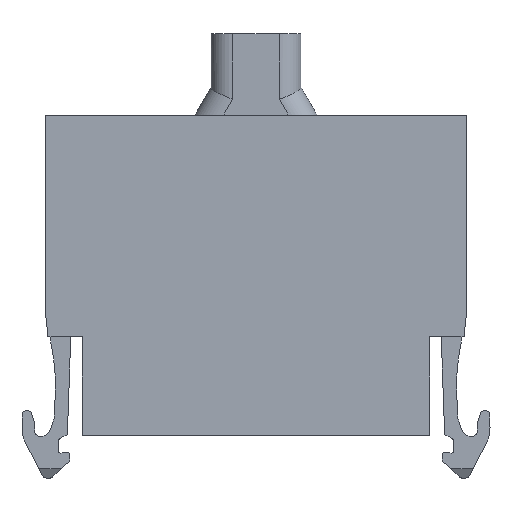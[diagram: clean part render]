
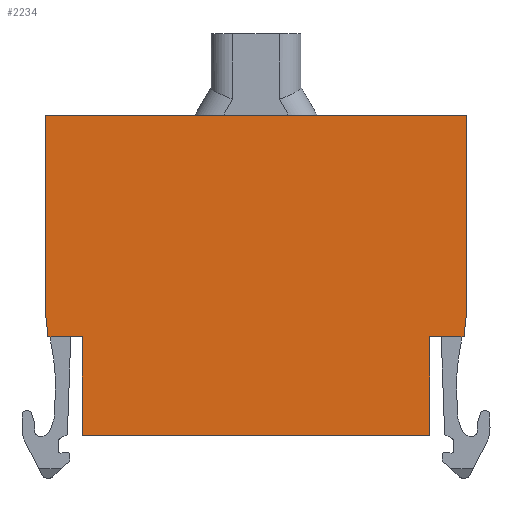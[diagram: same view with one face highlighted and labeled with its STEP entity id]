
A CAD part, left-side view. The second image highlights one B-rep face of the part: STEP entity #2234.
In plain terms, the highlighted planar face has unit normal (-1, 0, 0).
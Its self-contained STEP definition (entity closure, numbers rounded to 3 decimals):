
#114=PLANE('',#2412);
#399=VECTOR('',#2894,1.);
#400=VECTOR('',#2895,1.);
#401=VECTOR('',#2896,1.);
#402=VECTOR('',#2897,1.);
#403=VECTOR('',#2898,1.);
#404=VECTOR('',#2899,1.);
#405=VECTOR('',#2900,1.);
#406=VECTOR('',#2901,1.);
#407=VECTOR('',#2902,1.);
#408=VECTOR('',#2903,1.);
#649=LINE('',#3630,#399);
#650=LINE('',#3633,#400);
#651=LINE('',#3635,#401);
#652=LINE('',#3637,#402);
#653=LINE('',#3639,#403);
#654=LINE('',#3641,#404);
#655=LINE('',#3643,#405);
#656=LINE('',#3645,#406);
#657=LINE('',#3647,#407);
#658=LINE('',#3649,#408);
#888=VERTEX_POINT('',#3631);
#889=VERTEX_POINT('',#3632);
#890=VERTEX_POINT('',#3634);
#891=VERTEX_POINT('',#3636);
#892=VERTEX_POINT('',#3638);
#893=VERTEX_POINT('',#3640);
#894=VERTEX_POINT('',#3642);
#895=VERTEX_POINT('',#3644);
#896=VERTEX_POINT('',#3646);
#897=VERTEX_POINT('',#3648);
#1189=EDGE_CURVE('',#888,#889,#649,.F.);
#1190=EDGE_CURVE('',#890,#888,#650,.F.);
#1191=EDGE_CURVE('',#891,#890,#651,.F.);
#1192=EDGE_CURVE('',#892,#891,#652,.F.);
#1193=EDGE_CURVE('',#893,#892,#653,.F.);
#1194=EDGE_CURVE('',#894,#893,#654,.F.);
#1195=EDGE_CURVE('',#895,#894,#655,.F.);
#1196=EDGE_CURVE('',#896,#895,#656,.F.);
#1197=EDGE_CURVE('',#897,#896,#657,.F.);
#1198=EDGE_CURVE('',#889,#897,#658,.F.);
#1662=ORIENTED_EDGE('',*,*,#1189,.F.);
#1663=ORIENTED_EDGE('',*,*,#1190,.F.);
#1664=ORIENTED_EDGE('',*,*,#1191,.F.);
#1665=ORIENTED_EDGE('',*,*,#1192,.F.);
#1666=ORIENTED_EDGE('',*,*,#1193,.F.);
#1667=ORIENTED_EDGE('',*,*,#1194,.F.);
#1668=ORIENTED_EDGE('',*,*,#1195,.F.);
#1669=ORIENTED_EDGE('',*,*,#1196,.F.);
#1670=ORIENTED_EDGE('',*,*,#1197,.F.);
#1671=ORIENTED_EDGE('',*,*,#1198,.F.);
#1994=EDGE_LOOP('',(#1662,#1663,#1664,#1665,#1666,#1667,#1668,#1669,#1670,
#1671));
#2114=FACE_BOUND('',#1994,.T.);
#2234=ADVANCED_FACE('',(#2114),#114,.F.);
#2412=AXIS2_PLACEMENT_3D('',#3629,#2893,$);
#2893=DIRECTION('',(1.,0.,0.));
#2894=DIRECTION('',(0.,1.,0.));
#2895=DIRECTION('',(0.,0.,-1.));
#2896=DIRECTION('',(0.,-0.105,-0.995));
#2897=DIRECTION('',(0.,-1.,0.));
#2898=DIRECTION('',(0.,0.,-1.));
#2899=DIRECTION('',(0.,-1.,0.));
#2900=DIRECTION('',(0.,0.,1.));
#2901=DIRECTION('',(0.,-1.,0.));
#2902=DIRECTION('',(0.,-0.105,0.995));
#2903=DIRECTION('',(0.,0.,1.));
#3629=CARTESIAN_POINT('',(-5.,0.,0.));
#3630=CARTESIAN_POINT('',(-5.,8.55,26.));
#3631=CARTESIAN_POINT('',(-5.,17.1,26.));
#3632=CARTESIAN_POINT('',(-5.,-17.1,26.));
#3633=CARTESIAN_POINT('',(-5.,17.1,5.));
#3634=CARTESIAN_POINT('',(-5.,17.1,10.));
#3635=CARTESIAN_POINT('',(-5.,16.382,3.166));
#3636=CARTESIAN_POINT('',(-5.,16.89,8.));
#3637=CARTESIAN_POINT('',(-5.,7.05,8.));
#3638=CARTESIAN_POINT('',(-5.,14.1,8.));
#3639=CARTESIAN_POINT('',(-5.,14.1,0.));
#3640=CARTESIAN_POINT('',(-5.,14.1,0.));
#3641=CARTESIAN_POINT('',(-5.,-7.05,0.));
#3642=CARTESIAN_POINT('',(-5.,-14.1,0.));
#3643=CARTESIAN_POINT('',(-5.,-14.1,4.));
#3644=CARTESIAN_POINT('',(-5.,-14.1,8.));
#3645=CARTESIAN_POINT('',(-5.,-8.445,8.));
#3646=CARTESIAN_POINT('',(-5.,-16.89,8.));
#3647=CARTESIAN_POINT('',(-5.,-16.487,4.166));
#3648=CARTESIAN_POINT('',(-5.,-17.1,10.));
#3649=CARTESIAN_POINT('',(-5.,-17.1,13.));
